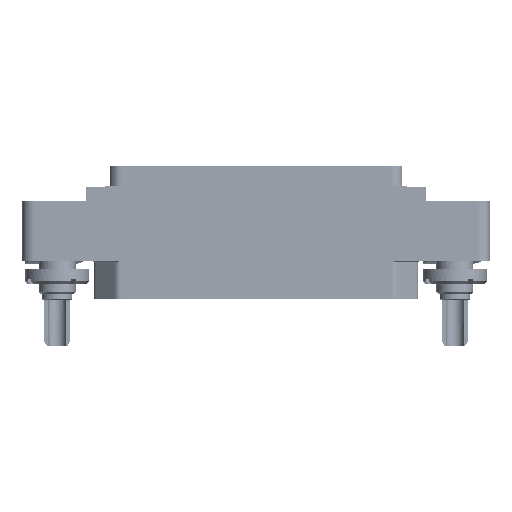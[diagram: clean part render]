
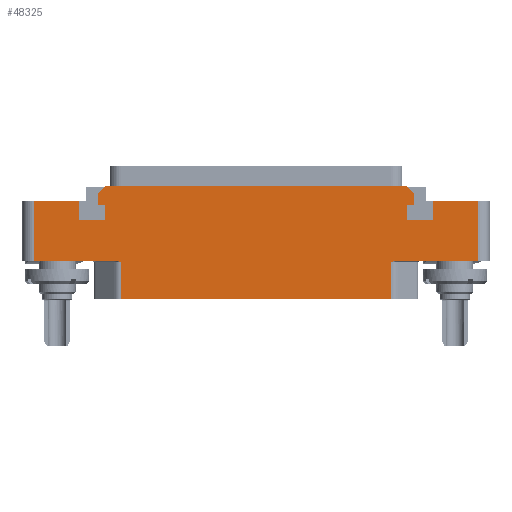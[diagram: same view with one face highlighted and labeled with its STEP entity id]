
A CAD part, top view. The second image highlights one B-rep face of the part: STEP entity #48325.
In plain terms, the highlighted planar face has unit normal (0, 0, 1).
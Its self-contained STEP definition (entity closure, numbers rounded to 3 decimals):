
#977=DIRECTION('',(-1.,0.,0.));
#978=VECTOR('',#977,46.236);
#979=CARTESIAN_POINT('',(23.118,-6.5,7.));
#980=LINE('',#979,#978);
#1063=DIRECTION('',(1.,0.,0.));
#1064=VECTOR('',#1063,14.082);
#1065=CARTESIAN_POINT('',(-38.,0.,7.));
#1066=LINE('',#1065,#1064);
#3383=DIRECTION('',(0.,-1.,0.));
#3384=VECTOR('',#3383,10.25);
#3385=CARTESIAN_POINT('',(-38.,10.25,7.));
#3386=LINE('',#3385,#3384);
#3401=DIRECTION('',(1.,0.,0.));
#3402=VECTOR('',#3401,7.8);
#3403=CARTESIAN_POINT('',(-38.,10.25,7.));
#3404=LINE('',#3403,#3402);
#3405=DIRECTION('',(0.,-1.,0.));
#3406=VECTOR('',#3405,3.2);
#3407=CARTESIAN_POINT('',(-30.2,10.25,7.));
#3408=LINE('',#3407,#3406);
#3409=DIRECTION('',(1.,0.,0.));
#3410=VECTOR('',#3409,4.4);
#3411=CARTESIAN_POINT('',(-30.2,7.05,7.));
#3412=LINE('',#3411,#3410);
#3413=DIRECTION('',(0.,1.,0.));
#3414=VECTOR('',#3413,2.6);
#3415=CARTESIAN_POINT('',(-25.8,7.05,7.));
#3416=LINE('',#3415,#3414);
#3417=DIRECTION('',(-1.,0.,0.));
#3418=VECTOR('',#3417,1.2);
#3419=CARTESIAN_POINT('',(-25.8,9.65,7.));
#3420=LINE('',#3419,#3418);
#3421=DIRECTION('',(0.,-1.,0.));
#3422=VECTOR('',#3421,1.9);
#3423=CARTESIAN_POINT('',(-27.,11.55,7.));
#3424=LINE('',#3423,#3422);
#3425=DIRECTION('',(1.,0.,0.));
#3426=VECTOR('',#3425,51.6);
#3427=CARTESIAN_POINT('',(-25.8,12.75,7.));
#3428=LINE('',#3427,#3426);
#3429=DIRECTION('',(0.,-1.,0.));
#3430=VECTOR('',#3429,1.9);
#3431=CARTESIAN_POINT('',(27.,11.55,7.));
#3432=LINE('',#3431,#3430);
#3433=DIRECTION('',(-1.,0.,0.));
#3434=VECTOR('',#3433,1.2);
#3435=CARTESIAN_POINT('',(27.,9.65,7.));
#3436=LINE('',#3435,#3434);
#3437=DIRECTION('',(0.,-1.,0.));
#3438=VECTOR('',#3437,2.6);
#3439=CARTESIAN_POINT('',(25.8,9.65,7.));
#3440=LINE('',#3439,#3438);
#3441=DIRECTION('',(1.,0.,0.));
#3442=VECTOR('',#3441,4.4);
#3443=CARTESIAN_POINT('',(25.8,7.05,7.));
#3444=LINE('',#3443,#3442);
#3445=DIRECTION('',(0.,1.,0.));
#3446=VECTOR('',#3445,3.2);
#3447=CARTESIAN_POINT('',(30.2,7.05,7.));
#3448=LINE('',#3447,#3446);
#3449=DIRECTION('',(1.,0.,0.));
#3450=VECTOR('',#3449,7.8);
#3451=CARTESIAN_POINT('',(30.2,10.25,7.));
#3452=LINE('',#3451,#3450);
#3496=DIRECTION('',(1.,0.,0.));
#3497=VECTOR('',#3496,14.082);
#3498=CARTESIAN_POINT('',(23.918,0.,7.));
#3499=LINE('',#3498,#3497);
#6284=DIRECTION('',(0.,1.,0.));
#6285=VECTOR('',#6284,10.25);
#6286=CARTESIAN_POINT('',(38.,0.,7.));
#6287=LINE('',#6286,#6285);
#6348=CARTESIAN_POINT('',(23.118,-0.2,7.));
#6349=CARTESIAN_POINT('',(23.155,-0.186,7.));
#6350=CARTESIAN_POINT('',(23.225,-0.161,7.));
#6351=CARTESIAN_POINT('',(23.318,-0.128,7.));
#6352=CARTESIAN_POINT('',(23.402,-0.1,7.));
#6353=CARTESIAN_POINT('',(23.479,-0.076,7.));
#6354=CARTESIAN_POINT('',(23.552,-0.055,7.));
#6355=CARTESIAN_POINT('',(23.623,-0.038,7.));
#6356=CARTESIAN_POINT('',(23.695,-0.022,7.));
#6357=CARTESIAN_POINT('',(23.769,-0.01,7.));
#6358=CARTESIAN_POINT('',(23.844,-0.002,7.));
#6359=CARTESIAN_POINT('',(23.893,0.,7.));
#6360=CARTESIAN_POINT('',(23.918,0.,7.));
#6376=DIRECTION('',(0.,1.,0.));
#6377=VECTOR('',#6376,6.3);
#6378=CARTESIAN_POINT('',(23.118,-6.5,7.));
#6379=LINE('',#6378,#6377);
#6380=DIRECTION('',(0.,1.,0.));
#6381=VECTOR('',#6380,6.3);
#6382=CARTESIAN_POINT('',(-23.118,-6.5,7.));
#6383=LINE('',#6382,#6381);
#6408=CARTESIAN_POINT('',(-23.918,0.,7.));
#6409=CARTESIAN_POINT('',(-23.893,0.,7.));
#6410=CARTESIAN_POINT('',(-23.844,-0.002,7.));
#6411=CARTESIAN_POINT('',(-23.769,-0.01,7.));
#6412=CARTESIAN_POINT('',(-23.695,-0.022,7.));
#6413=CARTESIAN_POINT('',(-23.623,-0.037,7.));
#6414=CARTESIAN_POINT('',(-23.552,-0.055,7.));
#6415=CARTESIAN_POINT('',(-23.479,-0.076,7.));
#6416=CARTESIAN_POINT('',(-23.402,-0.1,7.));
#6417=CARTESIAN_POINT('',(-23.318,-0.128,7.));
#6418=CARTESIAN_POINT('',(-23.225,-0.161,7.));
#6419=CARTESIAN_POINT('',(-23.155,-0.186,7.));
#6420=CARTESIAN_POINT('',(-23.118,-0.2,7.));
#6570=DIRECTION('',(-0.707,-0.707,0.));
#6571=VECTOR('',#6570,1.697);
#6572=CARTESIAN_POINT('',(-25.8,12.75,7.));
#6573=LINE('',#6572,#6571);
#6610=DIRECTION('',(0.707,-0.707,0.));
#6611=VECTOR('',#6610,1.697);
#6612=CARTESIAN_POINT('',(25.8,12.75,7.));
#6613=LINE('',#6612,#6611);
#37424=CARTESIAN_POINT('',(-30.2,10.25,7.));
#37425=CARTESIAN_POINT('',(-30.2,7.05,7.));
#37426=VERTEX_POINT('',#37424);
#37427=VERTEX_POINT('',#37425);
#37428=CARTESIAN_POINT('',(-25.8,7.05,7.));
#37429=VERTEX_POINT('',#37428);
#37430=CARTESIAN_POINT('',(-25.8,9.65,7.));
#37431=VERTEX_POINT('',#37430);
#37432=CARTESIAN_POINT('',(-27.,9.65,7.));
#37433=VERTEX_POINT('',#37432);
#37434=CARTESIAN_POINT('',(27.,9.65,7.));
#37435=CARTESIAN_POINT('',(25.8,9.65,7.));
#37436=VERTEX_POINT('',#37434);
#37437=VERTEX_POINT('',#37435);
#37438=CARTESIAN_POINT('',(25.8,7.05,7.));
#37439=VERTEX_POINT('',#37438);
#37440=CARTESIAN_POINT('',(30.2,7.05,7.));
#37441=VERTEX_POINT('',#37440);
#37442=CARTESIAN_POINT('',(30.2,10.25,7.));
#37443=VERTEX_POINT('',#37442);
#37448=CARTESIAN_POINT('',(-25.8,12.75,7.));
#37450=VERTEX_POINT('',#37448);
#37452=CARTESIAN_POINT('',(-27.,11.55,7.));
#37454=VERTEX_POINT('',#37452);
#37456=CARTESIAN_POINT('',(25.8,12.75,7.));
#37458=VERTEX_POINT('',#37456);
#37460=CARTESIAN_POINT('',(27.,11.55,7.));
#37462=VERTEX_POINT('',#37460);
#37552=CARTESIAN_POINT('',(38.,0.,7.));
#37553=CARTESIAN_POINT('',(38.,10.25,7.));
#37554=VERTEX_POINT('',#37552);
#37555=VERTEX_POINT('',#37553);
#37560=CARTESIAN_POINT('',(-38.,10.25,7.));
#37561=CARTESIAN_POINT('',(-38.,0.,7.));
#37562=VERTEX_POINT('',#37560);
#37563=VERTEX_POINT('',#37561);
#37799=CARTESIAN_POINT('',(23.118,-6.5,7.));
#37801=VERTEX_POINT('',#37799);
#37802=CARTESIAN_POINT('',(-23.118,-6.5,7.));
#37804=VERTEX_POINT('',#37802);
#37864=CARTESIAN_POINT('',(-23.118,-0.2,7.));
#37865=VERTEX_POINT('',#37864);
#37866=CARTESIAN_POINT('',(-23.918,0.,7.));
#37867=VERTEX_POINT('',#37866);
#37868=CARTESIAN_POINT('',(23.118,-0.2,7.));
#37870=VERTEX_POINT('',#37868);
#37872=CARTESIAN_POINT('',(23.918,0.,7.));
#37874=VERTEX_POINT('',#37872);
#48276=CARTESIAN_POINT('',(0.,0.,7.));
#48277=DIRECTION('',(0.,0.,-1.));
#48278=DIRECTION('',(-1.,0.,0.));
#48279=AXIS2_PLACEMENT_3D('',#48276,#48277,#48278);
#48280=PLANE('',#48279);
#48282=ORIENTED_EDGE('',*,*,#48281,.F.);
#48284=ORIENTED_EDGE('',*,*,#48283,.F.);
#48286=ORIENTED_EDGE('',*,*,#48285,.F.);
#48287=ORIENTED_EDGE('',*,*,#46168,.T.);
#48289=ORIENTED_EDGE('',*,*,#48288,.T.);
#48291=ORIENTED_EDGE('',*,*,#48290,.F.);
#48292=ORIENTED_EDGE('',*,*,#46249,.F.);
#48293=ORIENTED_EDGE('',*,*,#48268,.F.);
#48294=ORIENTED_EDGE('',*,*,#48244,.T.);
#48296=ORIENTED_EDGE('',*,*,#48295,.T.);
#48298=ORIENTED_EDGE('',*,*,#48297,.T.);
#48300=ORIENTED_EDGE('',*,*,#48299,.T.);
#48302=ORIENTED_EDGE('',*,*,#48301,.T.);
#48304=ORIENTED_EDGE('',*,*,#48303,.F.);
#48306=ORIENTED_EDGE('',*,*,#48305,.F.);
#48307=ORIENTED_EDGE('',*,*,#45909,.T.);
#48309=ORIENTED_EDGE('',*,*,#48308,.T.);
#48311=ORIENTED_EDGE('',*,*,#48310,.T.);
#48313=ORIENTED_EDGE('',*,*,#48312,.T.);
#48315=ORIENTED_EDGE('',*,*,#48314,.T.);
#48317=ORIENTED_EDGE('',*,*,#48316,.T.);
#48319=ORIENTED_EDGE('',*,*,#48318,.T.);
#48320=ORIENTED_EDGE('',*,*,#45983,.T.);
#48322=ORIENTED_EDGE('',*,*,#48321,.F.);
#48323=EDGE_LOOP('',(#48282,#48284,#48286,#48287,#48289,#48291,#48292,#48293,
#48294,#48296,#48298,#48300,#48302,#48304,#48306,#48307,#48309,#48311,#48313,
#48315,#48317,#48319,#48320,#48322));
#48324=FACE_OUTER_BOUND('',#48323,.F.);
#48325=ADVANCED_FACE('',(#48324),#48280,.F.);
#6361=B_SPLINE_CURVE_WITH_KNOTS('',3,(#6348,#6349,#6350,#6351,#6352,#6353,#6354,
#6355,#6356,#6357,#6358,#6359,#6360),.UNSPECIFIED.,.F.,.F.,(4,1,1,1,1,1,1,1,1,1,
4),(0.,0.1,0.2,0.3,0.4,0.5,0.6,0.7,0.8,0.9,1.),
.UNSPECIFIED.);
#6421=B_SPLINE_CURVE_WITH_KNOTS('',3,(#6408,#6409,#6410,#6411,#6412,#6413,#6414,
#6415,#6416,#6417,#6418,#6419,#6420),.UNSPECIFIED.,.F.,.F.,(4,1,1,1,1,1,1,1,1,1,
4),(0.,0.1,0.2,0.3,0.4,0.5,0.6,0.7,0.8,0.9,1.),
.UNSPECIFIED.);
#45909=EDGE_CURVE('',#37450,#37458,#3428,.T.);
#45983=EDGE_CURVE('',#37443,#37555,#3452,.T.);
#46168=EDGE_CURVE('',#37801,#37804,#980,.T.);
#46249=EDGE_CURVE('',#37563,#37867,#1066,.T.);
#48244=EDGE_CURVE('',#37562,#37426,#3404,.T.);
#48268=EDGE_CURVE('',#37562,#37563,#3386,.T.);
#48281=EDGE_CURVE('',#37874,#37554,#3499,.T.);
#48283=EDGE_CURVE('',#37870,#37874,#6361,.T.);
#48285=EDGE_CURVE('',#37801,#37870,#6379,.T.);
#48288=EDGE_CURVE('',#37804,#37865,#6383,.T.);
#48290=EDGE_CURVE('',#37867,#37865,#6421,.T.);
#48295=EDGE_CURVE('',#37426,#37427,#3408,.T.);
#48297=EDGE_CURVE('',#37427,#37429,#3412,.T.);
#48299=EDGE_CURVE('',#37429,#37431,#3416,.T.);
#48301=EDGE_CURVE('',#37431,#37433,#3420,.T.);
#48303=EDGE_CURVE('',#37454,#37433,#3424,.T.);
#48305=EDGE_CURVE('',#37450,#37454,#6573,.T.);
#48308=EDGE_CURVE('',#37458,#37462,#6613,.T.);
#48310=EDGE_CURVE('',#37462,#37436,#3432,.T.);
#48312=EDGE_CURVE('',#37436,#37437,#3436,.T.);
#48314=EDGE_CURVE('',#37437,#37439,#3440,.T.);
#48316=EDGE_CURVE('',#37439,#37441,#3444,.T.);
#48318=EDGE_CURVE('',#37441,#37443,#3448,.T.);
#48321=EDGE_CURVE('',#37554,#37555,#6287,.T.);
